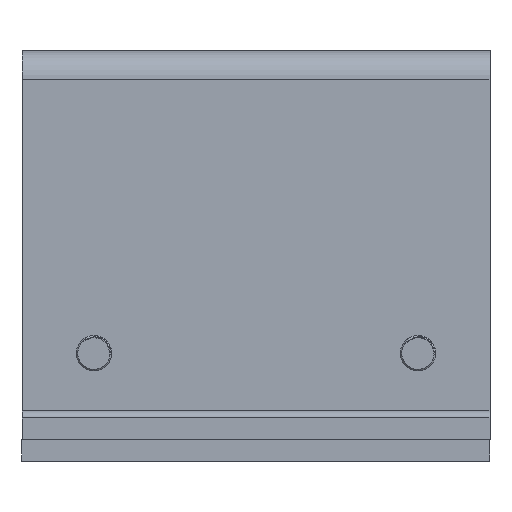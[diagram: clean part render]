
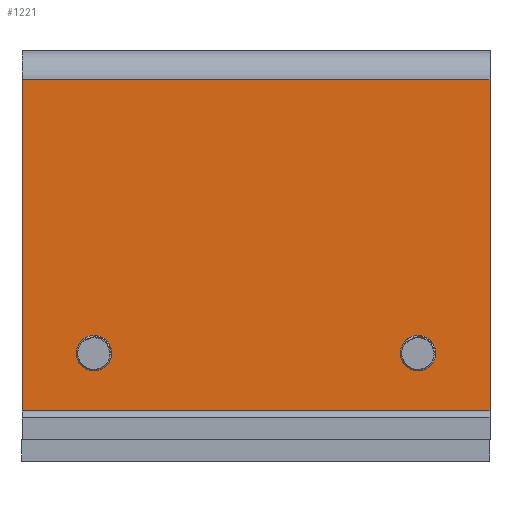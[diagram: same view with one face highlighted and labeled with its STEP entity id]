
A CAD part, left-side view. The second image highlights one B-rep face of the part: STEP entity #1221.
In plain terms, the highlighted planar face has unit normal (-1, 0, 0).
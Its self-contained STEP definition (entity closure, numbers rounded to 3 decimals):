
#804=CARTESIAN_POINT('',(0.,42.,57.459));
#805=VERTEX_POINT('',#804);
#806=CARTESIAN_POINT('',(0.0,42.,55.0));
#807=DIRECTION('',(1.0,0.0,0.0));
#808=DIRECTION('',(0.0,0.0,-1.0));
#809=AXIS2_PLACEMENT_3D('',#806,#807,#808);
#810=CIRCLE('',#809,2.459);
#811=EDGE_CURVE('',#805,#805,#810,.T.);
#853=CARTESIAN_POINT('',(0.,42.,12.458));
#854=VERTEX_POINT('',#853);
#855=CARTESIAN_POINT('',(0.0,42.,10.0));
#856=DIRECTION('',(1.0,0.0,0.0));
#857=DIRECTION('',(0.0,0.0,-1.0));
#858=AXIS2_PLACEMENT_3D('',#855,#856,#857);
#859=CIRCLE('',#858,2.459);
#860=EDGE_CURVE('',#854,#854,#859,.T.);
#1157=CARTESIAN_POINT('',(0.0,4.,65.0));
#1158=VERTEX_POINT('',#1157);
#1166=CARTESIAN_POINT('',(0.0,4.,0.0));
#1167=VERTEX_POINT('',#1166);
#1168=CARTESIAN_POINT('',(0.0,4.,0.0));
#1169=DIRECTION('',(0.0,0.0,1.0));
#1170=VECTOR('',#1169,65.0);
#1171=LINE('',#1168,#1170);
#1172=EDGE_CURVE('',#1167,#1158,#1171,.T.);
#1185=CARTESIAN_POINT('',(0.0,4.,0.0));
#1186=DIRECTION('',(-1.0,0.0,0.0));
#1187=DIRECTION('',(0.0,0.0,1.0));
#1188=AXIS2_PLACEMENT_3D('',#1185,#1186,#1187);
#1189=PLANE('',#1188);
#1190=CARTESIAN_POINT('',(0.,50.0,65.0));
#1191=VERTEX_POINT('',#1190);
#1192=CARTESIAN_POINT('',(0.0,4.0,65.0));
#1193=DIRECTION('',(0.0,1.0,0.0));
#1194=VECTOR('',#1193,46.0);
#1195=LINE('',#1192,#1194);
#1196=EDGE_CURVE('',#1158,#1191,#1195,.T.);
#1197=ORIENTED_EDGE('',*,*,#1196,.T.);
#1198=CARTESIAN_POINT('',(0.,50.0,0.0));
#1199=VERTEX_POINT('',#1198);
#1200=CARTESIAN_POINT('',(0.,50.0,0.0));
#1201=DIRECTION('',(0.0,0.0,1.0));
#1202=VECTOR('',#1201,65.0);
#1203=LINE('',#1200,#1202);
#1204=EDGE_CURVE('',#1199,#1191,#1203,.T.);
#1205=ORIENTED_EDGE('',*,*,#1204,.F.);
#1206=CARTESIAN_POINT('',(0.,50.0,0.0));
#1207=DIRECTION('',(0.0,-1.0,0.0));
#1208=VECTOR('',#1207,46.0);
#1209=LINE('',#1206,#1208);
#1210=EDGE_CURVE('',#1199,#1167,#1209,.T.);
#1211=ORIENTED_EDGE('',*,*,#1210,.T.);
#1212=ORIENTED_EDGE('',*,*,#1172,.T.);
#1213=EDGE_LOOP('',(#1197,#1205,#1211,#1212));
#1214=FACE_OUTER_BOUND('',#1213,.T.);
#1215=ORIENTED_EDGE('',*,*,#811,.T.);
#1216=EDGE_LOOP('',(#1215));
#1217=FACE_BOUND('',#1216,.T.);
#1218=ORIENTED_EDGE('',*,*,#860,.T.);
#1219=EDGE_LOOP('',(#1218));
#1220=FACE_BOUND('',#1219,.T.);
#1221=ADVANCED_FACE('',(#1214,#1217,#1220),#1189,.T.);
